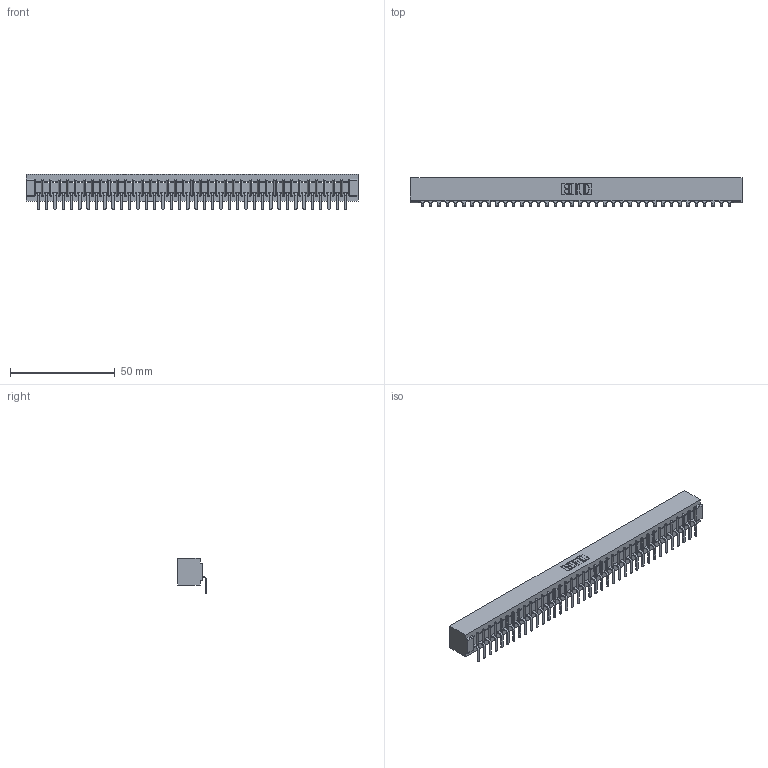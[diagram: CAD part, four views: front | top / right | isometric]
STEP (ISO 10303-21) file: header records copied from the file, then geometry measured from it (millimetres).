
FILE_DESCRIPTION (( 'STEP AP203' ), '1' );
FILE_NAME ('357-038-559-101.STEP', '2022-07-12T20:17:55', ( '' ), ( '' ), 'SwSTEP 2.0', 'SolidWorks 2020', '' );
FILE_SCHEMA (( 'CONFIG_CONTROL_DESIGN' ));
Length unit declared in the file: inch
Products named in the file (3): 307-290-001_558 559 - 1 (Single); 357-038-559-101; 307 Part_No Mounting Lugs
Assembly tree (39 placements, depth 2):
  357-038-559-101
    307 Part_No Mounting Lugs
    307-290-001_558 559 - 1 (Single)  x38
Bounding box: 158.45 x 13.7 x 16.8 mm (x, y, z)
Volume: 16955.8 mm3; surface area: 18151.1 mm2
Topology: 39 solids, 39 shells, 2429 faces, 6911 edges, 4450 vertices
Faces by surface type: plane 1548, cylinder 803, sphere 78
Entity records: 32896 total; most frequent: CARTESIAN_POINT 5540, ORIENTED_EDGE 5526, DIRECTION 5389, EDGE_CURVE 2763, VECTOR 2119, LINE 2119, VERTEX_POINT 1786, AXIS2_PLACEMENT_3D 1635
